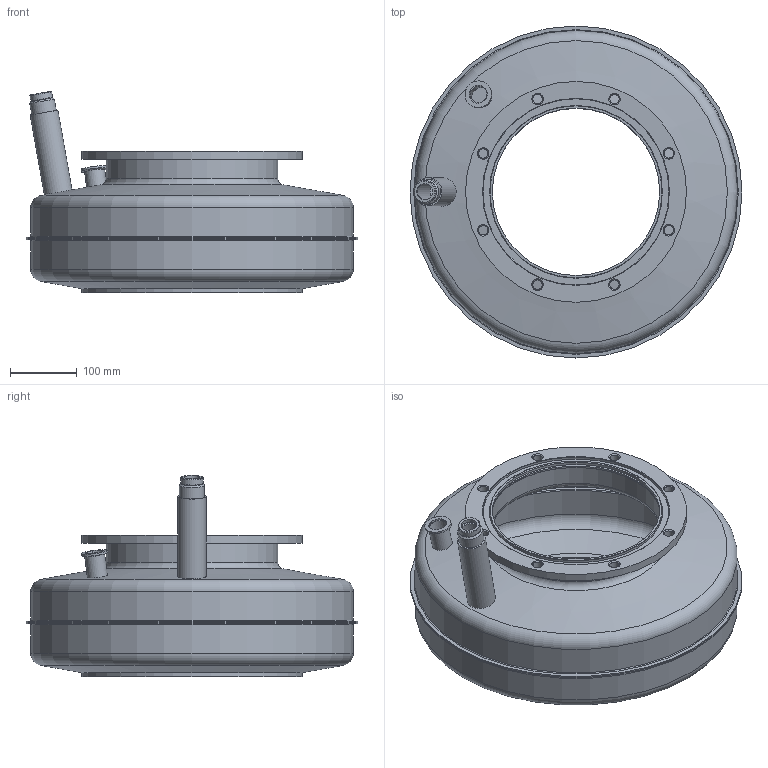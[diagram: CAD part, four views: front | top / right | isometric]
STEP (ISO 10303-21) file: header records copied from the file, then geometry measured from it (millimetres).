
FILE_DESCRIPTION(('STEP AP242'), '1');
FILE_NAME('櫻蠉錪', '2023-06-29T07:05:13', (''), (''), 'C3D Converter', 'C3D Toolkit', '');
FILE_SCHEMA(('AP242_MANAGED_MODEL_BASED_3D_ENGINEERING_MIM_LF { 1 0 10303 442 1 1 4 }'));
Length unit declared in the file: millimetre
Bounding box: 496 x 496 x 300.64 mm (x, y, z)
Surface area: 658328.9 mm2 (no closed solid volume)
Topology: 0 solids, 32 shells, 1270 faces, 4569 edges, 3335 vertices
Faces by surface type: cylinder 679, plane 552, cone 34, torus 5
Full cylindrical faces by diameter (mm): 10.106 x8, 14 x8, 24 x1, 27 x1, 30 x1, 33 x1, 37.5 x1, 38 x1, 40 x1, 42 x1, 250 x2, 256 x2, 258 x1, 278 x1, 330 x2, 482 x2, 496 x2
Entity records: 61358 total; most frequent: CARTESIAN_POINT 29612, ORIENTED_EDGE 6672, DIRECTION 4930, EDGE_CURVE 4486, VERTEX_POINT 3327, AXIS2_PLACEMENT_3D 1650, LINE 1630, VECTOR 1630
